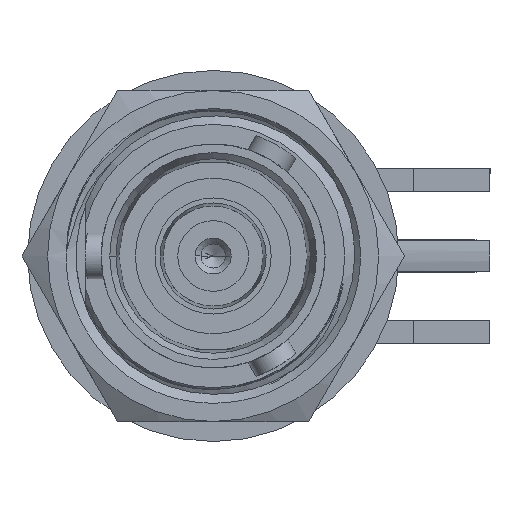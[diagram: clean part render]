
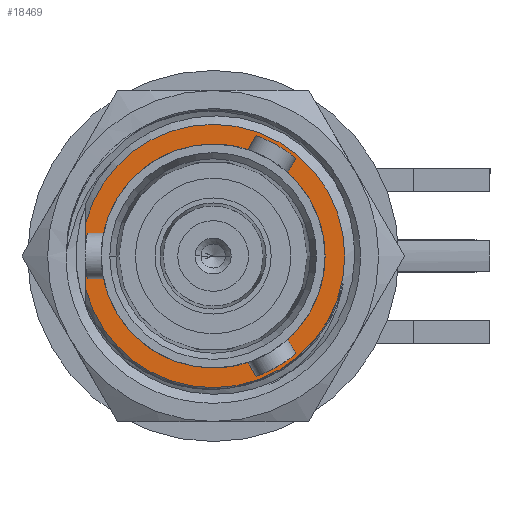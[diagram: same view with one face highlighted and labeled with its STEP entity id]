
A CAD part, left-side view. The second image highlights one B-rep face of the part: STEP entity #18469.
In plain terms, the highlighted face is planar.
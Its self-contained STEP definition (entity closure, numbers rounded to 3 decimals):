
#340 = AXIS2_PLACEMENT_3D ( 'NONE', #13263, #16413, #10074 ) ;
#577 = VERTEX_POINT ( 'NONE', #14528 ) ;
#1832 = AXIS2_PLACEMENT_3D ( 'NONE', #5499, #20251, #7172 ) ;
#2316 = DIRECTION ( 'NONE',  ( 1., 0., 0. ) ) ;
#2924 = EDGE_CURVE ( 'NONE', #577, #10682, #15209, .T. ) ;
#3025 = CARTESIAN_POINT ( 'NONE',  ( -4.826, -8.712, 0. ) ) ;
#3840 = ORIENTED_EDGE ( 'NONE', *, *, #11498, .F. ) ;
#4178 = DIRECTION ( 'NONE',  ( -1., 0., 0. ) ) ;
#4227 = DIRECTION ( 'NONE',  ( 0., 1., 0. ) ) ;
#4688 = AXIS2_PLACEMENT_3D ( 'NONE', #14744, #4733, #19604 ) ;
#4733 = DIRECTION ( 'NONE',  ( 0., 1., 0. ) ) ;
#4835 = EDGE_CURVE ( 'NONE', #18842, #19373, #10484, .T. ) ;
#4879 = CIRCLE ( 'NONE', #340, 4.826 ) ;
#5499 = CARTESIAN_POINT ( 'NONE',  ( 0., -8.712, 0. ) ) ;
#5805 = CARTESIAN_POINT ( 'NONE',  ( 0., -8.712, 0. ) ) ;
#6031 = VECTOR ( 'NONE', #4178, 1000. ) ;
#6773 = ORIENTED_EDGE ( 'NONE', *, *, #4835, .T. ) ;
#6850 = CARTESIAN_POINT ( 'NONE',  ( -5.677, -8.712, 0. ) ) ;
#7007 = DIRECTION ( 'NONE',  ( 0., -1., 0. ) ) ;
#7089 = CARTESIAN_POINT ( 'NONE',  ( 1.458, -8.712, 5.486 ) ) ;
#7172 = DIRECTION ( 'NONE',  ( 1., 0., 0. ) ) ;
#7488 = FACE_BOUND ( 'NONE', #8429, .T. ) ;
#8429 = EDGE_LOOP ( 'NONE', ( #15462, #14422 ) ) ;
#8838 = CIRCLE ( 'NONE', #21355, 5.677 ) ;
#8914 = CARTESIAN_POINT ( 'NONE',  ( 0., -8.712, 0. ) ) ;
#9209 = AXIS2_PLACEMENT_3D ( 'NONE', #8914, #7007, #18643 ) ;
#10074 = DIRECTION ( 'NONE',  ( 1., 0., 0. ) ) ;
#10381 = FACE_OUTER_BOUND ( 'NONE', #18978, .T. ) ;
#10484 = LINE ( 'NONE', #14128, #6031 ) ;
#10682 = VERTEX_POINT ( 'NONE', #6850 ) ;
#10693 = DIRECTION ( 'NONE',  ( 0., 1., 0. ) ) ;
#11138 = AXIS2_PLACEMENT_3D ( 'NONE', #17275, #10693, #2316 ) ;
#11498 = EDGE_CURVE ( 'NONE', #10682, #19373, #8838, .T. ) ;
#13263 = CARTESIAN_POINT ( 'NONE',  ( 0., -8.712, 0. ) ) ;
#14128 = CARTESIAN_POINT ( 'NONE',  ( -38.804, -8.712, 5.486 ) ) ;
#14422 = ORIENTED_EDGE ( 'NONE', *, *, #17694, .F. ) ;
#14528 = CARTESIAN_POINT ( 'NONE',  ( 5.677, -8.712, 0. ) ) ;
#14616 = VERTEX_POINT ( 'NONE', #19427 ) ;
#14744 = CARTESIAN_POINT ( 'NONE',  ( 0., -8.712, 4.826 ) ) ;
#15042 = CIRCLE ( 'NONE', #9209, 4.826 ) ;
#15209 = CIRCLE ( 'NONE', #1832, 5.677 ) ;
#15462 = ORIENTED_EDGE ( 'NONE', *, *, #19333, .F. ) ;
#15891 = DIRECTION ( 'NONE',  ( 1., 0., 0. ) ) ;
#15928 = VERTEX_POINT ( 'NONE', #3025 ) ;
#16413 = DIRECTION ( 'NONE',  ( 0., -1., 0. ) ) ;
#16870 = CARTESIAN_POINT ( 'NONE',  ( -1.458, -8.712, 5.486 ) ) ;
#17275 = CARTESIAN_POINT ( 'NONE',  ( 0., -8.712, 0. ) ) ;
#17694 = EDGE_CURVE ( 'NONE', #15928, #14616, #15042, .T. ) ;
#18112 = ORIENTED_EDGE ( 'NONE', *, *, #2924, .F. ) ;
#18469 = ADVANCED_FACE ( 'NONE', ( #7488, #10381 ), #19467, .F. ) ;
#18643 = DIRECTION ( 'NONE',  ( 1., 0., 0. ) ) ;
#18842 = VERTEX_POINT ( 'NONE', #7089 ) ;
#18978 = EDGE_LOOP ( 'NONE', ( #6773, #3840, #18112, #20188 ) ) ;
#19333 = EDGE_CURVE ( 'NONE', #14616, #15928, #4879, .T. ) ;
#19373 = VERTEX_POINT ( 'NONE', #16870 ) ;
#19427 = CARTESIAN_POINT ( 'NONE',  ( 4.826, -8.712, 0. ) ) ;
#19467 = PLANE ( 'NONE',  #4688 ) ;
#19481 = EDGE_CURVE ( 'NONE', #18842, #577, #21465, .T. ) ;
#19604 = DIRECTION ( 'NONE',  ( 0., 0., 1. ) ) ;
#20188 = ORIENTED_EDGE ( 'NONE', *, *, #19481, .F. ) ;
#20251 = DIRECTION ( 'NONE',  ( 0., 1., 0. ) ) ;
#21355 = AXIS2_PLACEMENT_3D ( 'NONE', #5805, #4227, #15891 ) ;
#21465 = CIRCLE ( 'NONE', #11138, 5.677 ) ;
